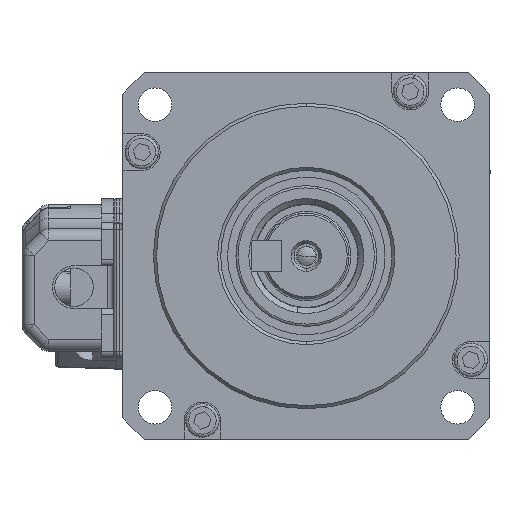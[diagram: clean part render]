
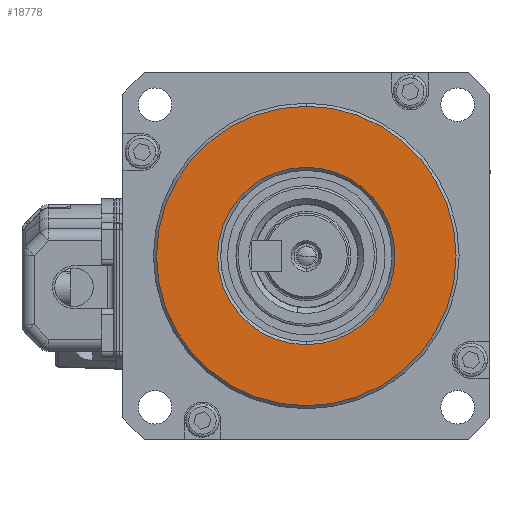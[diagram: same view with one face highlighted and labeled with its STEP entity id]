
A CAD part, front view. The second image highlights one B-rep face of the part: STEP entity #18778.
In plain terms, the highlighted planar face has unit normal (0, -1, 0).
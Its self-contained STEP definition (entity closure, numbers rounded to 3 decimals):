
#236 = DIRECTION ( 'NONE',  ( 0., -1., 0. ) ) ;
#959 = FACE_BOUND ( 'NONE', #12890, .T. ) ;
#1660 = FACE_OUTER_BOUND ( 'NONE', #24686, .T. ) ;
#2846 = CIRCLE ( 'NONE', #20463, 24.5 ) ;
#3242 = PLANE ( 'NONE',  #21215 ) ;
#3278 = EDGE_CURVE ( 'NONE', #25445, #9853, #11728, .T. ) ;
#4153 = CARTESIAN_POINT ( 'NONE',  ( -60., -7.385, -39.815 ) ) ;
#4554 = EDGE_CURVE ( 'NONE', #8074, #17611, #2846, .T. ) ;
#5021 = AXIS2_PLACEMENT_3D ( 'NONE', #13042, #236, #15213 ) ;
#5495 = DIRECTION ( 'NONE',  ( 0., 0., -1. ) ) ;
#6794 = DIRECTION ( 'NONE',  ( 0., 0., -1. ) ) ;
#8074 = VERTEX_POINT ( 'NONE', #20506 ) ;
#8526 = DIRECTION ( 'NONE',  ( 0., 1., 0. ) ) ;
#8716 = ORIENTED_EDGE ( 'NONE', *, *, #3278, .T. ) ;
#9629 = CARTESIAN_POINT ( 'NONE',  ( -60., -7.385, -15.315 ) ) ;
#9853 = VERTEX_POINT ( 'NONE', #12650 ) ;
#10184 = AXIS2_PLACEMENT_3D ( 'NONE', #9629, #8526, #6794 ) ;
#10218 = EDGE_CURVE ( 'NONE', #9853, #25445, #23133, .T. ) ;
#10638 = DIRECTION ( 'NONE',  ( 0., 0., -1. ) ) ;
#10678 = CARTESIAN_POINT ( 'NONE',  ( -60., -7.385, -15.315 ) ) ;
#10786 = DIRECTION ( 'NONE',  ( 0., 0., -1. ) ) ;
#11728 = CIRCLE ( 'NONE', #10184, 14.5 ) ;
#12650 = CARTESIAN_POINT ( 'NONE',  ( -60., -7.385, -29.815 ) ) ;
#12890 = EDGE_LOOP ( 'NONE', ( #21435, #8716 ) ) ;
#13042 = CARTESIAN_POINT ( 'NONE',  ( -60., -7.385, -15.315 ) ) ;
#14441 = ORIENTED_EDGE ( 'NONE', *, *, #24066, .T. ) ;
#14928 = ORIENTED_EDGE ( 'NONE', *, *, #4554, .T. ) ;
#15213 = DIRECTION ( 'NONE',  ( 0., 0., -1. ) ) ;
#15940 = CIRCLE ( 'NONE', #5021, 24.5 ) ;
#16162 = CARTESIAN_POINT ( 'NONE',  ( -35., -7.385, -15.315 ) ) ;
#17114 = DIRECTION ( 'NONE',  ( 0., 1., 0. ) ) ;
#17611 = VERTEX_POINT ( 'NONE', #4153 ) ;
#18322 = DIRECTION ( 'NONE',  ( 0., -1., 0. ) ) ;
#18711 = DIRECTION ( 'NONE',  ( 0., -1., 0. ) ) ;
#18778 = ADVANCED_FACE ( 'NONE', ( #959, #1660 ), #3242, .T. ) ;
#20463 = AXIS2_PLACEMENT_3D ( 'NONE', #25753, #18711, #10786 ) ;
#20506 = CARTESIAN_POINT ( 'NONE',  ( -60., -7.385, 9.185 ) ) ;
#20859 = CARTESIAN_POINT ( 'NONE',  ( -60., -7.385, -0.815 ) ) ;
#21215 = AXIS2_PLACEMENT_3D ( 'NONE', #16162, #18322, #5495 ) ;
#21435 = ORIENTED_EDGE ( 'NONE', *, *, #10218, .T. ) ;
#23133 = CIRCLE ( 'NONE', #24343, 14.5 ) ;
#24066 = EDGE_CURVE ( 'NONE', #17611, #8074, #15940, .T. ) ;
#24343 = AXIS2_PLACEMENT_3D ( 'NONE', #10678, #17114, #10638 ) ;
#24686 = EDGE_LOOP ( 'NONE', ( #14928, #14441 ) ) ;
#25445 = VERTEX_POINT ( 'NONE', #20859 ) ;
#25753 = CARTESIAN_POINT ( 'NONE',  ( -60., -7.385, -15.315 ) ) ;
